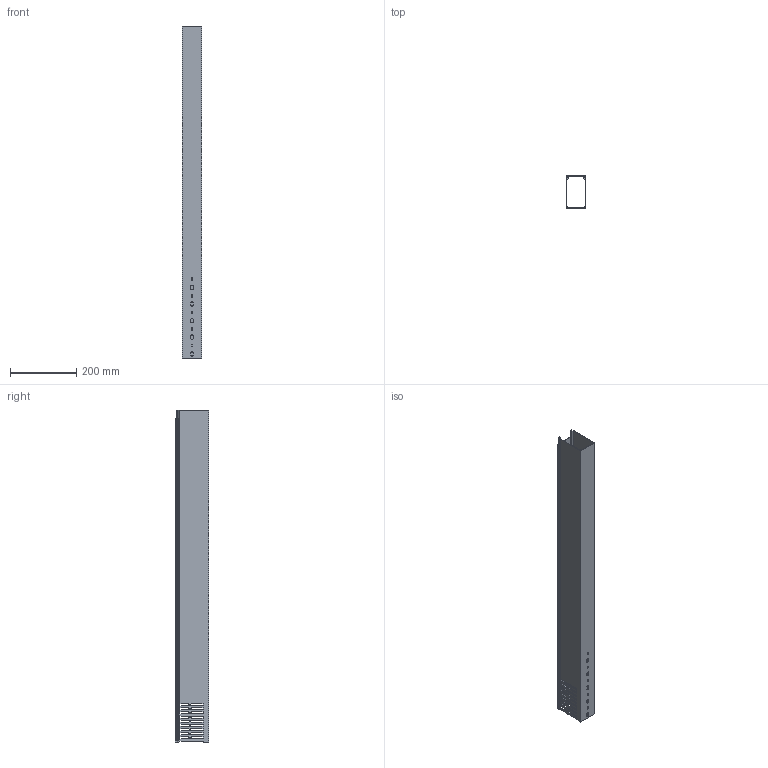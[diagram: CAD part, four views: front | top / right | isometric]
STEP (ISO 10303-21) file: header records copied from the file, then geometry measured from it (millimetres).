
FILE_DESCRIPTION (( 'STEP AP214' ), '1' );
FILE_NAME ('6132635_KSTP1.stp', '2025-10-28T13:16:19', ( '' ), ( '' ), 'SwSTEP 2.0', 'SolidWorks 2024', '' );
FILE_SCHEMA (( 'AUTOMOTIVE_DESIGN' ));
Length unit declared in the file: millimetre
Products named in the file (3): 242591; 6132635_KSTP1; 241872
Assembly tree (2 placements, depth 2):
  6132635_KSTP1
    242591
    241872
Bounding box: 60 x 99.9 x 1000 mm (x, y, z)
Volume: 641545.3 mm3; surface area: 697617.5 mm2
Topology: 2 solids, 2 shells, 836 faces, 2496 edges, 1664 vertices
Faces by surface type: cylinder 470, plane 366
Entity records: 28845 total; most frequent: CARTESIAN_POINT 7015, ORIENTED_EDGE 4992, DIRECTION 4202, EDGE_CURVE 2496, VERTEX_POINT 1664, LINE 1480, VECTOR 1480, AXIS2_PLACEMENT_3D 1361
